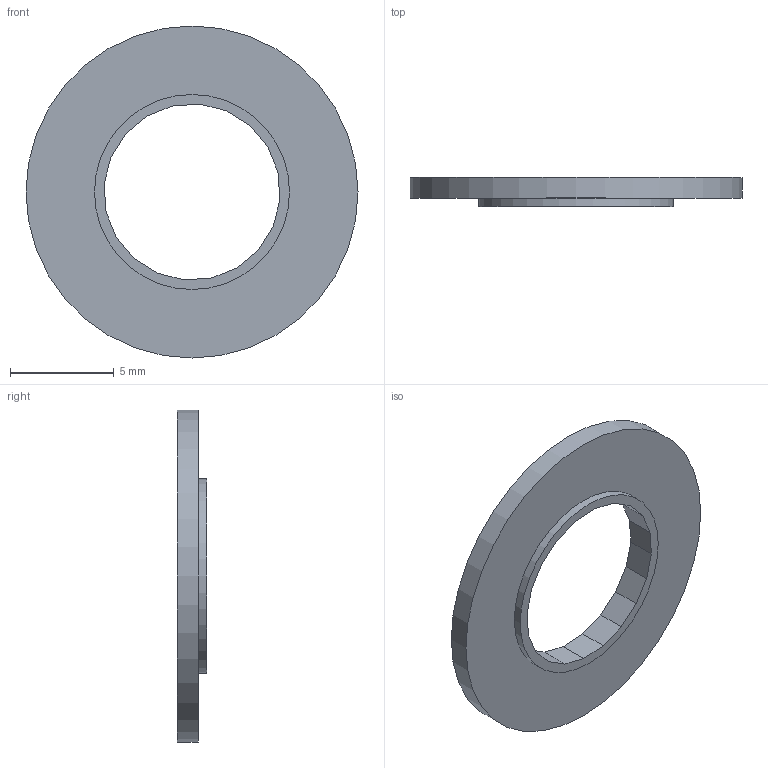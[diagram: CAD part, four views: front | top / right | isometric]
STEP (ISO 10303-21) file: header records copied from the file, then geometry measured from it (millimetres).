
FILE_DESCRIPTION(('FreeCAD Model'),'2;1');
FILE_NAME('Open CASCADE Shape Model','2023-10-01T14:14:46',(''),(''), 'Open CASCADE STEP processor 7.6','FreeCAD','Unknown');
FILE_SCHEMA(('AUTOMOTIVE_DESIGN { 1 0 10303 214 1 1 1 1 }'));
Length unit declared in the file: millimetre
Products named in the file (1): Pocket053032600
Bounding box: 16 x 1.4 x 16 mm (x, y, z)
Volume: 150.6 mm3; surface area: 389.7 mm2
Topology: 1 solids, 1 shells, 25 faces, 66 edges, 44 vertices
Faces by surface type: plane 23, cylinder 2
Full cylindrical faces by diameter (mm): 9.4 x1, 16 x1
Entity records: 1577 total; most frequent: CARTESIAN_POINT 366, DIRECTION 171, ORIENTED_EDGE 132, PCURVE 132, DEFINITIONAL_REPRESENTATION 132, LINE 110, VECTOR 110, B_SPLINE_CURVE_WITH_KNOTS 80
